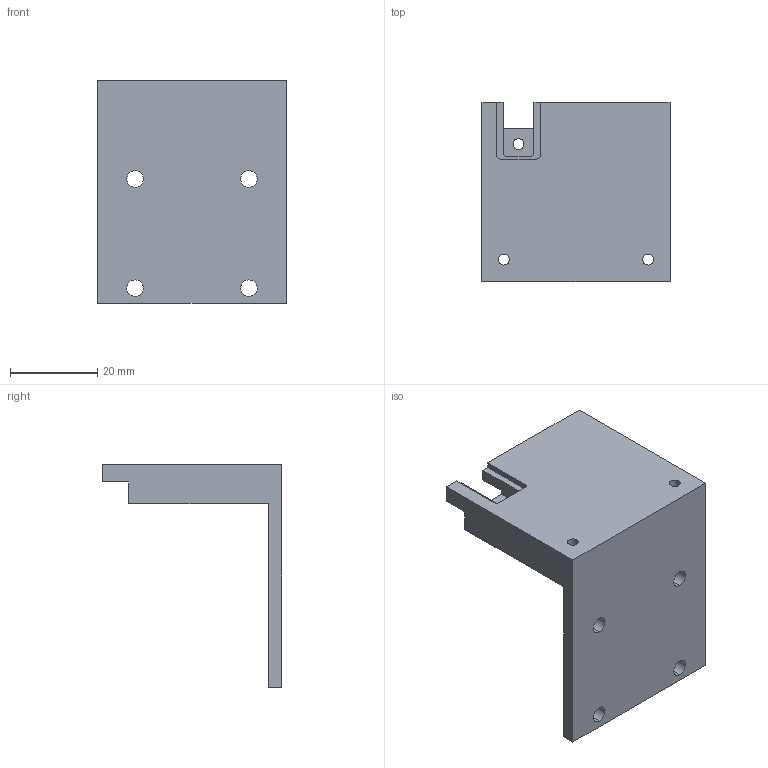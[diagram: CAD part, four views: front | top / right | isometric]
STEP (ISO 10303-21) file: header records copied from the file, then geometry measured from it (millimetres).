
FILE_DESCRIPTION (( 'STEP AP214' ), '1' );
FILE_NAME ('êðåïëåíèå ê êàðåòêå.STEP', '2022-05-16T07:21:30', ( '' ), ( '' ), 'SwSTEP 2.0', 'SolidWorks 2018', '' );
FILE_SCHEMA (( 'AUTOMOTIVE_DESIGN' ));
Length unit declared in the file: millimetre
Products named in the file (1): êðåïëåíèå ê êàðåòêå
Bounding box: 43 x 41 x 51 mm (x, y, z)
Volume: 19095.2 mm3; surface area: 9403.1 mm2
Topology: 1 solids, 1 shells, 47 faces, 126 edges, 84 vertices
Faces by surface type: cylinder 24, plane 23
Entity records: 1660 total; most frequent: DIRECTION 270, CARTESIAN_POINT 258, ORIENTED_EDGE 252, EDGE_CURVE 126, AXIS2_PLACEMENT_3D 96, VERTEX_POINT 84, LINE 78, VECTOR 78
